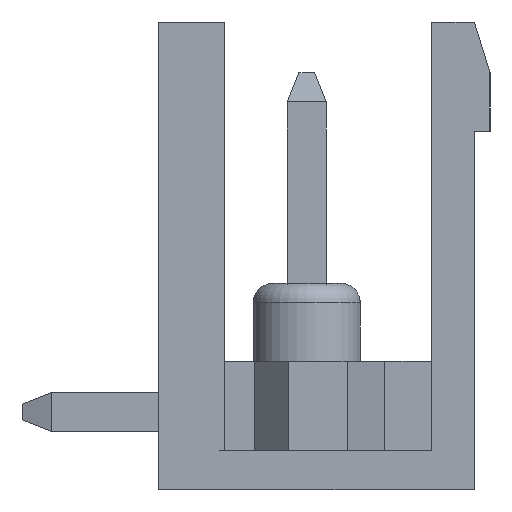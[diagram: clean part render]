
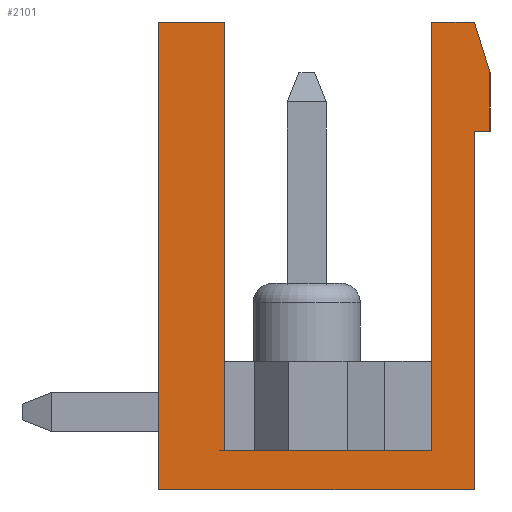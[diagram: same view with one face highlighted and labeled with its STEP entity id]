
A CAD part, left-side view. The second image highlights one B-rep face of the part: STEP entity #2101.
In plain terms, the highlighted planar face has unit normal (-1, 0, 0).
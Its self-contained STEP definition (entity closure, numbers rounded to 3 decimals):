
#2101 = ADVANCED_FACE( '', ( #4272 ), #4273, .F. );
#4272 = FACE_OUTER_BOUND( '', #6545, .T. );
#4273 = PLANE( '', #6546 );
#6545 = EDGE_LOOP( '', ( #12587, #12588, #12589, #12590, #12591, #12592, #12593, #12594, #12595, #12596, #12597 ) );
#6546 = AXIS2_PLACEMENT_3D( '', #12598, #12599, #12600 );
#12587 = ORIENTED_EDGE( '', *, *, #16584, .T. );
#12588 = ORIENTED_EDGE( '', *, *, #15868, .F. );
#12589 = ORIENTED_EDGE( '', *, *, #16551, .F. );
#12590 = ORIENTED_EDGE( '', *, *, #16253, .F. );
#12591 = ORIENTED_EDGE( '', *, *, #14554, .T. );
#12592 = ORIENTED_EDGE( '', *, *, #16202, .F. );
#12593 = ORIENTED_EDGE( '', *, *, #15239, .F. );
#12594 = ORIENTED_EDGE( '', *, *, #16175, .F. );
#12595 = ORIENTED_EDGE( '', *, *, #16585, .T. );
#12596 = ORIENTED_EDGE( '', *, *, #15857, .T. );
#12597 = ORIENTED_EDGE( '', *, *, #16586, .F. );
#12598 = CARTESIAN_POINT( '', ( -53.34, 0., 0. ) );
#12599 = DIRECTION( '', ( 1., 0., 0. ) );
#12600 = DIRECTION( '', ( 0., 0., -1. ) );
#14554 = EDGE_CURVE( '', #17747, #17745, #17748, .T. );
#15239 = EDGE_CURVE( '', #18870, #18871, #18872, .T. );
#15857 = EDGE_CURVE( '', #19780, #19781, #19782, .T. );
#15868 = EDGE_CURVE( '', #19797, #19798, #19799, .T. );
#16175 = EDGE_CURVE( '', #20219, #18870, #20220, .T. );
#16202 = EDGE_CURVE( '', #18871, #17745, #20255, .T. );
#16253 = EDGE_CURVE( '', #17747, #20318, #20324, .T. );
#16551 = EDGE_CURVE( '', #20318, #19797, #20684, .T. );
#16584 = EDGE_CURVE( '', #20718, #19798, #20719, .T. );
#16585 = EDGE_CURVE( '', #20219, #19780, #20720, .T. );
#16586 = EDGE_CURVE( '', #20718, #19781, #20721, .T. );
#17745 = VERTEX_POINT( '', #22323 );
#17747 = VERTEX_POINT( '', #22326 );
#17748 = LINE( '', #22327, #22328 );
#18870 = VERTEX_POINT( '', #23949 );
#18871 = VERTEX_POINT( '', #23950 );
#18872 = LINE( '', #23951, #23952 );
#19780 = VERTEX_POINT( '', #25297 );
#19781 = VERTEX_POINT( '', #25298 );
#19782 = LINE( '', #25299, #25300 );
#19797 = VERTEX_POINT( '', #25322 );
#19798 = VERTEX_POINT( '', #25323 );
#19799 = LINE( '', #25324, #25325 );
#20219 = VERTEX_POINT( '', #25941 );
#20220 = LINE( '', #25942, #25943 );
#20255 = LINE( '', #25995, #25996 );
#20318 = VERTEX_POINT( '', #26083 );
#20324 = LINE( '', #26092, #26093 );
#20684 = LINE( '', #26644, #26645 );
#20718 = VERTEX_POINT( '', #26692 );
#20719 = LINE( '', #26693, #26694 );
#20720 = LINE( '', #26695, #26696 );
#20721 = LINE( '', #26697, #26698 );
#22323 = CARTESIAN_POINT( '', ( -53.34, 2.35, 6. ) );
#22326 = CARTESIAN_POINT( '', ( -53.34, 2.35, -5. ) );
#22327 = CARTESIAN_POINT( '', ( -53.34, 2.35, -5. ) );
#22328 = VECTOR( '', #27491, 1000. );
#23949 = CARTESIAN_POINT( '', ( -53.34, 4.05, -6. ) );
#23950 = CARTESIAN_POINT( '', ( -53.34, 4.05, 6. ) );
#23951 = CARTESIAN_POINT( '', ( -53.34, 4.05, -6. ) );
#23952 = VECTOR( '', #28144, 1000. );
#25297 = CARTESIAN_POINT( '', ( -53.34, -4.05, 3.2 ) );
#25298 = CARTESIAN_POINT( '', ( -53.34, -4.45, 3.2 ) );
#25299 = CARTESIAN_POINT( '', ( -53.34, -4.05, 3.2 ) );
#25300 = VECTOR( '', #28681, 1000. );
#25322 = CARTESIAN_POINT( '', ( -53.34, -2.95, 6. ) );
#25323 = CARTESIAN_POINT( '', ( -53.34, -4.05, 6. ) );
#25324 = CARTESIAN_POINT( '', ( -53.34, 4.05, 6. ) );
#25325 = VECTOR( '', #28689, 1000. );
#25941 = CARTESIAN_POINT( '', ( -53.34, -4.05, -6. ) );
#25942 = CARTESIAN_POINT( '', ( -53.34, -4.45, -6. ) );
#25943 = VECTOR( '', #28946, 1000. );
#25995 = CARTESIAN_POINT( '', ( -53.34, 4.05, 6. ) );
#25996 = VECTOR( '', #28964, 1000. );
#26083 = CARTESIAN_POINT( '', ( -53.34, -2.95, -5. ) );
#26092 = CARTESIAN_POINT( '', ( -53.34, 2.35, -5. ) );
#26093 = VECTOR( '', #29028, 1000. );
#26644 = CARTESIAN_POINT( '', ( -53.34, -2.95, -5. ) );
#26645 = VECTOR( '', #29247, 1000. );
#26692 = CARTESIAN_POINT( '', ( -53.34, -4.45, 4.7 ) );
#26693 = CARTESIAN_POINT( '', ( -53.34, -4.45, 4.7 ) );
#26694 = VECTOR( '', #29264, 1000. );
#26695 = CARTESIAN_POINT( '', ( -53.34, -4.05, -6. ) );
#26696 = VECTOR( '', #29265, 1000. );
#26697 = CARTESIAN_POINT( '', ( -53.34, -4.45, 6. ) );
#26698 = VECTOR( '', #29266, 1000. );
#27491 = DIRECTION( '', ( 0., 0., 1. ) );
#28144 = DIRECTION( '', ( 0., 0., 1. ) );
#28681 = DIRECTION( '', ( 0., -1., 0. ) );
#28689 = DIRECTION( '', ( 0., -1., 0. ) );
#28946 = DIRECTION( '', ( 0., 1., 0. ) );
#28964 = DIRECTION( '', ( 0., -1., 0. ) );
#29028 = DIRECTION( '', ( 0., -1., 0. ) );
#29247 = DIRECTION( '', ( 0., 0., 1. ) );
#29264 = DIRECTION( '', ( 0., 0.294, 0.956 ) );
#29265 = DIRECTION( '', ( 0., 0., 1. ) );
#29266 = DIRECTION( '', ( 0., 0., -1. ) );
